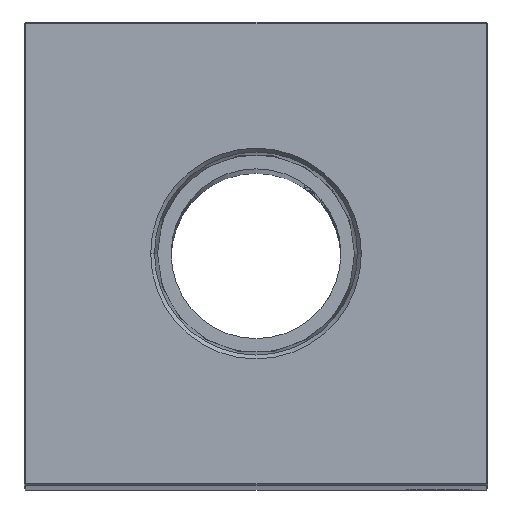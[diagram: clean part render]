
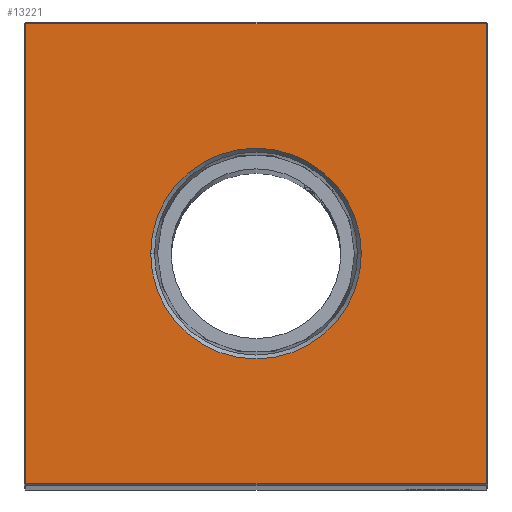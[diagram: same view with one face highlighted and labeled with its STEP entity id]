
A CAD part, top view. The second image highlights one B-rep face of the part: STEP entity #13221.
In plain terms, the highlighted planar face has unit normal (0, 0, 1).
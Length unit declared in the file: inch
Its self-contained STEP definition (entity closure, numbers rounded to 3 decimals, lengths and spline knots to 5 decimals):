
#1315 = EDGE_CURVE ( 'NONE', #1719, #25278, #23521, .T. ) ;
#1335 = ORIENTED_EDGE ( 'NONE', *, *, #32847, .T. ) ;
#1719 = VERTEX_POINT ( 'NONE', #25216 ) ;
#1724 = DIRECTION ( 'NONE',  ( 1., 0., 0. ) ) ;
#2149 = VERTEX_POINT ( 'NONE', #6714 ) ;
#2859 = ORIENTED_EDGE ( 'NONE', *, *, #1315, .F. ) ;
#3119 = CARTESIAN_POINT ( 'NONE',  ( -1.49, 0., 18.25 ) ) ;
#4271 = FACE_OUTER_BOUND ( 'NONE', #30449, .T. ) ;
#4628 = DIRECTION ( 'NONE',  ( 0., 0., -1. ) ) ;
#4932 = ORIENTED_EDGE ( 'NONE', *, *, #27199, .T. ) ;
#5661 = LINE ( 'NONE', #15801, #9787 ) ;
#6624 = VECTOR ( 'NONE', #13310, 39.37008 ) ;
#6714 = CARTESIAN_POINT ( 'NONE',  ( -1.49, 1.49, 18.25 ) ) ;
#6904 = VECTOR ( 'NONE', #8745, 39.37008 ) ;
#7133 = AXIS2_PLACEMENT_3D ( 'NONE', #14404, #24658, #1724 ) ;
#8315 = CARTESIAN_POINT ( 'NONE',  ( -0.68248, 0., 18.25 ) ) ;
#8745 = DIRECTION ( 'NONE',  ( -1., 0., 0. ) ) ;
#8791 = DIRECTION ( 'NONE',  ( 0., 1., 0. ) ) ;
#9126 = AXIS2_PLACEMENT_3D ( 'NONE', #11206, #21307, #31793 ) ;
#9787 = VECTOR ( 'NONE', #26119, 39.37008 ) ;
#10961 = CARTESIAN_POINT ( 'NONE',  ( 1.49, 1.49, 18.25 ) ) ;
#11206 = CARTESIAN_POINT ( 'NONE',  ( 0., 0., 18.25 ) ) ;
#13221 = ADVANCED_FACE ( 'NONE', ( #4271, #14453 ), #24711, .F. ) ;
#13310 = DIRECTION ( 'NONE',  ( 0., -1., 0. ) ) ;
#14404 = CARTESIAN_POINT ( 'NONE',  ( 0., 0., 18.25 ) ) ;
#14453 = FACE_BOUND ( 'NONE', #25710, .T. ) ;
#14802 = DIRECTION ( 'NONE',  ( -1., 0., 0. ) ) ;
#15801 = CARTESIAN_POINT ( 'NONE',  ( 0., -1.49, 18.25 ) ) ;
#15949 = ORIENTED_EDGE ( 'NONE', *, *, #17179, .F. ) ;
#16202 = CARTESIAN_POINT ( 'NONE',  ( -1.49, -1.49, 18.25 ) ) ;
#16488 = VERTEX_POINT ( 'NONE', #10961 ) ;
#17179 = EDGE_CURVE ( 'NONE', #25278, #1719, #21476, .T. ) ;
#17373 = ORIENTED_EDGE ( 'NONE', *, *, #29264, .T. ) ;
#18103 = VECTOR ( 'NONE', #8791, 39.37008 ) ;
#21307 = DIRECTION ( 'NONE',  ( 0., 0., 1. ) ) ;
#21364 = LINE ( 'NONE', #31856, #6904 ) ;
#21400 = LINE ( 'NONE', #31897, #18103 ) ;
#21476 = CIRCLE ( 'NONE', #7133, 0.68248 ) ;
#23521 = CIRCLE ( 'NONE', #9126, 0.68248 ) ;
#24658 = DIRECTION ( 'NONE',  ( 0., 0., 1. ) ) ;
#24711 = PLANE ( 'NONE',  #28214 ) ;
#25216 = CARTESIAN_POINT ( 'NONE',  ( 0.68248, 0., 18.25 ) ) ;
#25278 = VERTEX_POINT ( 'NONE', #8315 ) ;
#25710 = EDGE_LOOP ( 'NONE', ( #2859, #15949 ) ) ;
#26103 = LINE ( 'NONE', #3119, #6624 ) ;
#26119 = DIRECTION ( 'NONE',  ( 1., 0., 0. ) ) ;
#26609 = EDGE_CURVE ( 'NONE', #31390, #29132, #5661, .T. ) ;
#26819 = CARTESIAN_POINT ( 'NONE',  ( 1.49, -1.49, 18.25 ) ) ;
#26830 = ORIENTED_EDGE ( 'NONE', *, *, #26609, .T. ) ;
#27199 = EDGE_CURVE ( 'NONE', #2149, #31390, #26103, .T. ) ;
#27614 = CARTESIAN_POINT ( 'NONE',  ( 0., 0., 18.25 ) ) ;
#28214 = AXIS2_PLACEMENT_3D ( 'NONE', #27614, #4628, #14802 ) ;
#29132 = VERTEX_POINT ( 'NONE', #26819 ) ;
#29264 = EDGE_CURVE ( 'NONE', #29132, #16488, #21400, .T. ) ;
#30449 = EDGE_LOOP ( 'NONE', ( #4932, #26830, #17373, #1335 ) ) ;
#31390 = VERTEX_POINT ( 'NONE', #16202 ) ;
#31793 = DIRECTION ( 'NONE',  ( 1., 0., 0. ) ) ;
#31856 = CARTESIAN_POINT ( 'NONE',  ( 0., 1.49, 18.25 ) ) ;
#31897 = CARTESIAN_POINT ( 'NONE',  ( 1.49, 0., 18.25 ) ) ;
#32847 = EDGE_CURVE ( 'NONE', #16488, #2149, #21364, .T. ) ;
